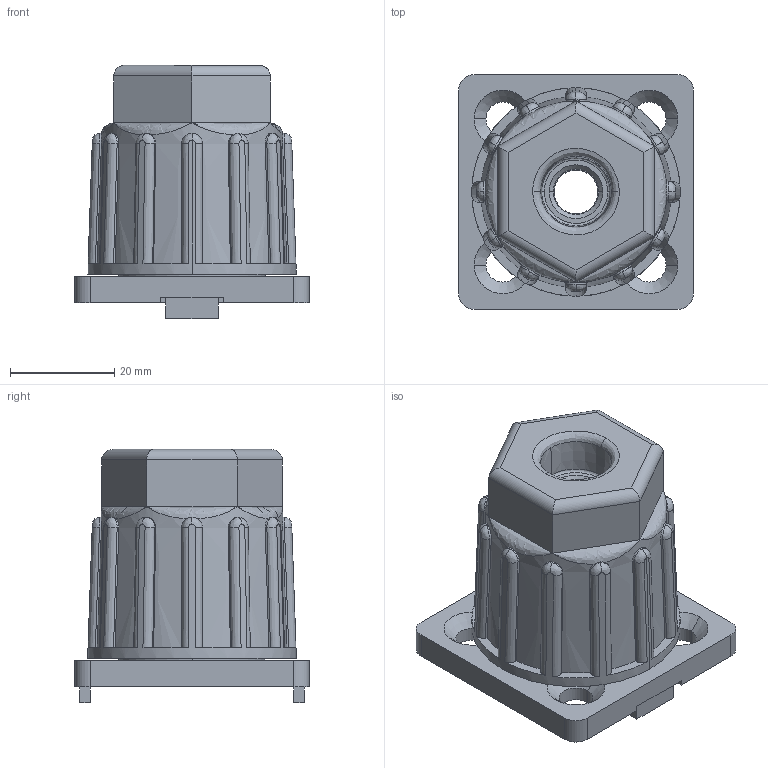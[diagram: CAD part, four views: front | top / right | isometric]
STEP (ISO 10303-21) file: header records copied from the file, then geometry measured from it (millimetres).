
FILE_DESCRIPTION (( 'STEP AP203' ), '1' );
FILE_NAME ('A60.19.45.08 Adjustable levelling feet 45 M 8.STEP', '2018-09-28T13:49:45', ( '' ), ( '' ), 'SwSTEP 2.0', 'SolidWorks 2015', '' );
FILE_SCHEMA (( 'CONFIG_CONTROL_DESIGN' ));
Length unit declared in the file: inch
Products named in the file (2): A60.19.45.08 Adjustable levelling feet 45 M 8
Bounding box: 45 x 45 x 48.5 mm (x, y, z)
Volume: 39135.8 mm3; surface area: 22149.8 mm2
Topology: 2 solids, 2 shells, 359 faces, 972 edges, 626 vertices
Faces by surface type: plane 151, cylinder 121, bspline 63, cone 24
Entity records: 14791 total; most frequent: CARTESIAN_POINT 6296, ORIENTED_EDGE 1944, DIRECTION 1477, EDGE_CURVE 972, VERTEX_POINT 626, AXIS2_PLACEMENT_3D 521, VECTOR 435, LINE 435
